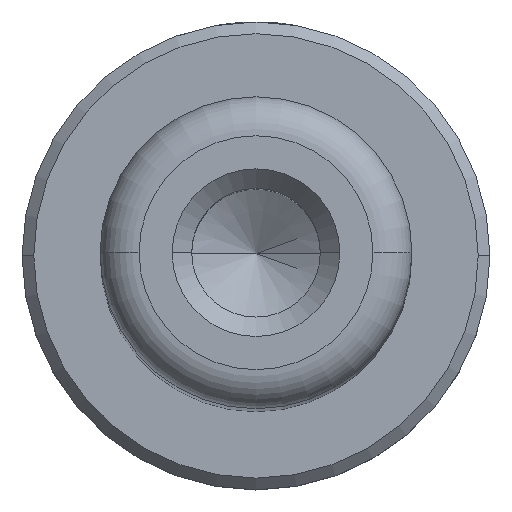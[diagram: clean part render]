
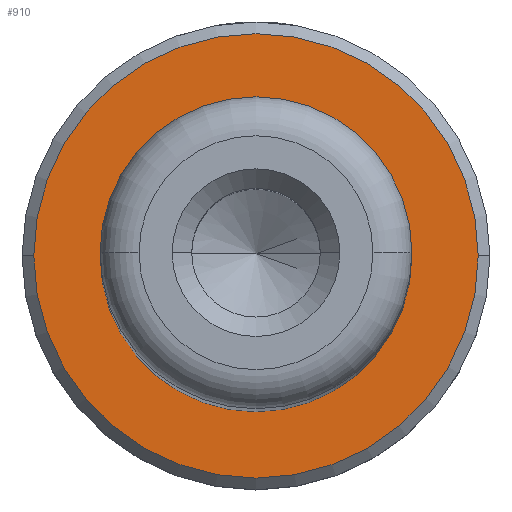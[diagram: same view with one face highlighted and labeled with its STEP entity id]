
A CAD part, top view. The second image highlights one B-rep face of the part: STEP entity #910.
In plain terms, the highlighted planar face has unit normal (0, 0, 1).
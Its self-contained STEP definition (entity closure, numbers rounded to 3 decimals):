
#36 = CIRCLE ( 'NONE', #883, 5.7 ) ;
#96 = EDGE_CURVE ( 'NONE', #1004, #2036, #1473, .T. ) ;
#166 = VERTEX_POINT ( 'NONE', #1504 ) ;
#214 = EDGE_CURVE ( 'NONE', #2036, #1004, #36, .T. ) ;
#381 = FACE_BOUND ( 'NONE', #1972, .T. ) ;
#461 = CARTESIAN_POINT ( 'NONE',  ( 0., 0., 11. ) ) ;
#594 = AXIS2_PLACEMENT_3D ( 'NONE', #461, #1916, #1037 ) ;
#662 = DIRECTION ( 'NONE',  ( 0., 0., -1. ) ) ;
#753 = PLANE ( 'NONE',  #1899 ) ;
#786 = ORIENTED_EDGE ( 'NONE', *, *, #96, .T. ) ;
#863 = EDGE_CURVE ( 'NONE', #902, #166, #912, .T. ) ;
#883 = AXIS2_PLACEMENT_3D ( 'NONE', #1335, #1329, #1320 ) ;
#902 = VERTEX_POINT ( 'NONE', #911 ) ;
#910 = ADVANCED_FACE ( 'NONE', ( #1231, #381 ), #753, .T. ) ;
#911 = CARTESIAN_POINT ( 'NONE',  ( 3.6, 0., 11. ) ) ;
#912 = CIRCLE ( 'NONE', #594, 3.6 ) ;
#921 = DIRECTION ( 'NONE',  ( 0., 0., 1. ) ) ;
#1004 = VERTEX_POINT ( 'NONE', #1406 ) ;
#1037 = DIRECTION ( 'NONE',  ( -1., 0., 0. ) ) ;
#1073 = CARTESIAN_POINT ( 'NONE',  ( 0., 0., 11. ) ) ;
#1137 = EDGE_CURVE ( 'NONE', #166, #902, #1960, .T. ) ;
#1141 = EDGE_LOOP ( 'NONE', ( #786, #1583 ) ) ;
#1204 = ORIENTED_EDGE ( 'NONE', *, *, #863, .T. ) ;
#1231 = FACE_OUTER_BOUND ( 'NONE', #1141, .T. ) ;
#1320 = DIRECTION ( 'NONE',  ( 1., 0., 0. ) ) ;
#1329 = DIRECTION ( 'NONE',  ( 0., 0., 1. ) ) ;
#1335 = CARTESIAN_POINT ( 'NONE',  ( 0., 0., 11. ) ) ;
#1406 = CARTESIAN_POINT ( 'NONE',  ( -5.7, 0., 11. ) ) ;
#1473 = CIRCLE ( 'NONE', #2027, 5.7 ) ;
#1504 = CARTESIAN_POINT ( 'NONE',  ( -3.6, 0., 11. ) ) ;
#1583 = ORIENTED_EDGE ( 'NONE', *, *, #214, .T. ) ;
#1621 = CARTESIAN_POINT ( 'NONE',  ( 0., 0., 11. ) ) ;
#1672 = AXIS2_PLACEMENT_3D ( 'NONE', #1621, #662, #1774 ) ;
#1770 = DIRECTION ( 'NONE',  ( 1., 0., 0. ) ) ;
#1774 = DIRECTION ( 'NONE',  ( -1., 0., 0. ) ) ;
#1781 = DIRECTION ( 'NONE',  ( 0., 0., 1. ) ) ;
#1800 = CARTESIAN_POINT ( 'NONE',  ( 0., 0., 11. ) ) ;
#1819 = CARTESIAN_POINT ( 'NONE',  ( 5.7, 0., 11. ) ) ;
#1899 = AXIS2_PLACEMENT_3D ( 'NONE', #1073, #921, #2011 ) ;
#1916 = DIRECTION ( 'NONE',  ( 0., 0., -1. ) ) ;
#1960 = CIRCLE ( 'NONE', #1672, 3.6 ) ;
#1972 = EDGE_LOOP ( 'NONE', ( #2044, #1204 ) ) ;
#2011 = DIRECTION ( 'NONE',  ( 1., 0., 0. ) ) ;
#2027 = AXIS2_PLACEMENT_3D ( 'NONE', #1800, #1781, #1770 ) ;
#2036 = VERTEX_POINT ( 'NONE', #1819 ) ;
#2044 = ORIENTED_EDGE ( 'NONE', *, *, #1137, .T. ) ;
